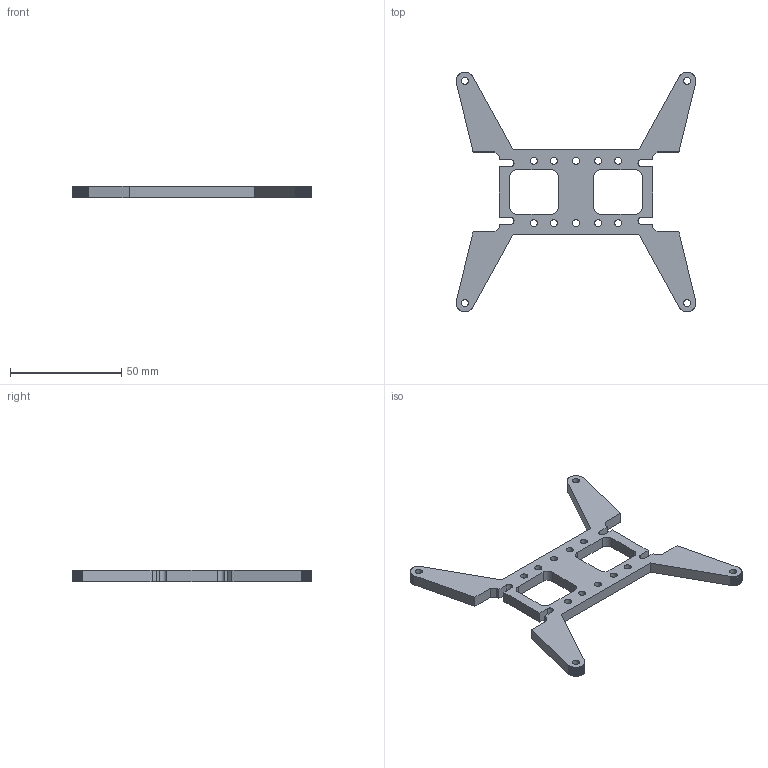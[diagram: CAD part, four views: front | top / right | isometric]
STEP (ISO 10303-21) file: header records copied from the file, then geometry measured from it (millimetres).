
FILE_DESCRIPTION(('FreeCAD Model'),'2;1');
FILE_NAME('y-frog-x1_mini.step', '2019-07-07T19:43:58',('Author'),(''), 'Open CASCADE STEP processor 6.8','FreeCAD','Unknown');
FILE_SCHEMA(('AUTOMOTIVE_DESIGN_CC2 { 1 2 10303 214 -1 1 5 4 }'));
Length unit declared in the file: millimetre
Products named in the file (2): ASSEMBLY; frog
Assembly tree (1 placements, depth 2):
  ASSEMBLY
    frog
Bounding box: 108 x 108 x 5 mm (x, y, z)
Volume: 17008.1 mm3; surface area: 11288.3 mm2
Topology: 1 solids, 1 shells, 184 faces, 546 edges, 364 vertices
Faces by surface type: plane 158, cylinder 26
Full cylindrical faces by diameter (mm): 3.2 x14
Entity records: 13326 total; most frequent: CARTESIAN_POINT 2343, DIRECTION 2017, LINE 1511, VECTOR 1511, ORIENTED_EDGE 1092, PCURVE 1092, DEFINITIONAL_REPRESENTATION 1092, EDGE_CURVE 546
